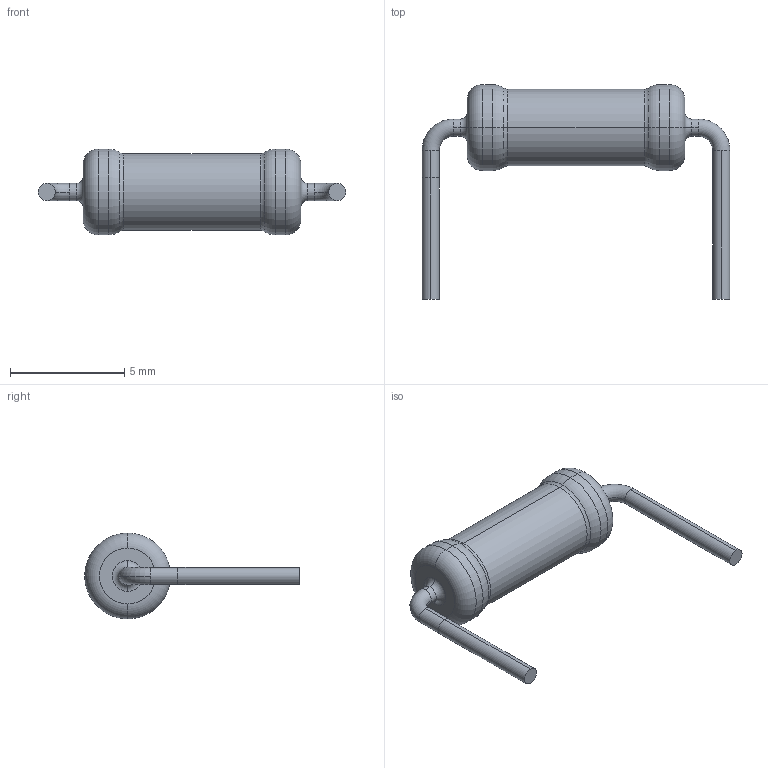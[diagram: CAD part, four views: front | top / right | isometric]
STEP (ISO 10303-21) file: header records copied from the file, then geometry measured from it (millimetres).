
FILE_DESCRIPTION (( 'STEP AP214' ), '1' );
FILE_NAME ('User Library-Half_watt_resistor_500spacing.STEP', '2016-09-14T13:04:35', ( 'Windows User' ), ( '' ), 'SwSTEP 2.0', 'SolidWorks 2016', '' );
FILE_SCHEMA (( 'AUTOMOTIVE_DESIGN' ));
Length unit declared in the file: millimetre
Products named in the file (1): User Library-Half_watt_resistor_500spacing
Bounding box: 13.45 x 9.38 x 3.75 mm (x, y, z)
Volume: 96.2 mm3; surface area: 161 mm2
Topology: 2 solids, 2 shells, 42 faces, 88 edges, 52 vertices
Faces by surface type: torus 20, cylinder 16, plane 6
Entity records: 1649 total; most frequent: DIRECTION 246, CARTESIAN_POINT 183, ORIENTED_EDGE 176, AXIS2_PLACEMENT_3D 115, EDGE_CURVE 88, CIRCLE 72, VERTEX_POINT 52, UNCERTAINTY_MEASURE_WITH_UNIT 46
